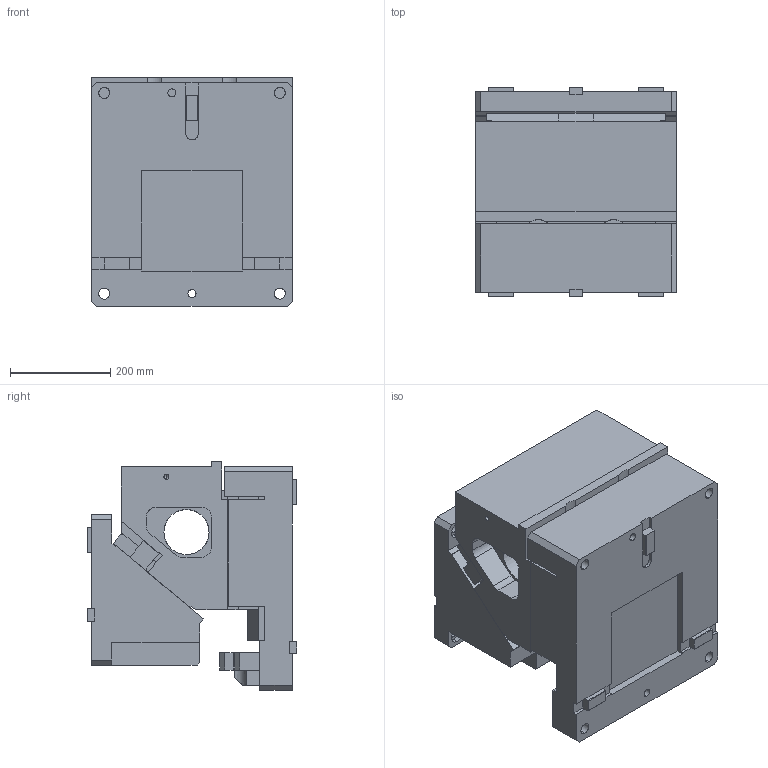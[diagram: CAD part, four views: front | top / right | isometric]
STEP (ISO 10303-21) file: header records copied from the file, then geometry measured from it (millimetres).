
FILE_DESCRIPTION(('CATIA V5 STEP Exchange'),'2;1');
FILE_NAME('CDCV_400_00_80.stp','2015-05-12T07:04:11+00:00',('none'),('none'),'CATIA Version 5 Release 19 SP 2 (IN-10)','CATIA V5 STEP AP203','none');
FILE_SCHEMA(('CONFIG_CONTROL_DESIGN'));
Length unit declared in the file: millimetre
Products named in the file (1): CDCV_400_00_80
Bounding box: 400 x 418 x 455 mm (x, y, z)
Volume: 47429089.4 mm3; surface area: 2068234.9 mm2
Topology: 3 solids, 3 shells, 370 faces, 1004 edges, 654 vertices
Faces by surface type: plane 286, cylinder 77, cone 6, extrusion 1
Entity records: 11928 total; most frequent: CARTESIAN_POINT 2927, ORIENTED_EDGE 1996, DIRECTION 1549, EDGE_CURVE 998, VECTOR 831, LINE 830, VERTEX_POINT 654, AXIS2_PLACEMENT_3D 418
